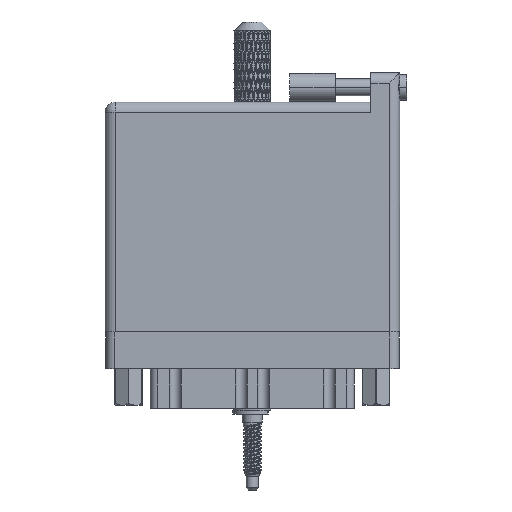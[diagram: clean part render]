
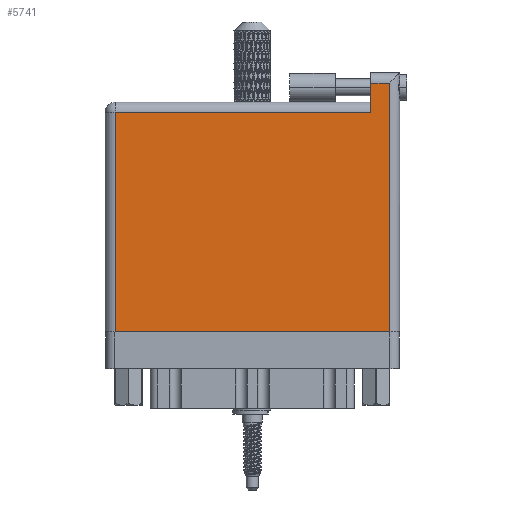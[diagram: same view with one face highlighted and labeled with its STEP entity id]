
A CAD part, front view. The second image highlights one B-rep face of the part: STEP entity #5741.
In plain terms, the highlighted face is planar.
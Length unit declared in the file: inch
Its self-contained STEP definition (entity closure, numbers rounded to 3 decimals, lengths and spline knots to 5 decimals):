
#2940 = CARTESIAN_POINT ( 'NONE',  ( 1.811, 1.766, 0. ) ) ;
#4197 = CARTESIAN_POINT ( 'NONE',  ( 0.07, 0., 0. ) ) ;
#5741 = ADVANCED_FACE ( 'NONE', ( #56182 ), #82997, .F. ) ;
#6058 = CARTESIAN_POINT ( 'NONE',  ( 1.811, 1.696, 0. ) ) ;
#8460 = VERTEX_POINT ( 'NONE', #29422 ) ;
#11638 = VECTOR ( 'NONE', #37247, 39.37008 ) ;
#12426 = ORIENTED_EDGE ( 'NONE', *, *, #16191, .T. ) ;
#13079 = LINE ( 'NONE', #13639, #64782 ) ;
#13639 = CARTESIAN_POINT ( 'NONE',  ( 1.938, 1.766, 0. ) ) ;
#16118 = VERTEX_POINT ( 'NONE', #112720 ) ;
#16191 = EDGE_CURVE ( 'NONE', #79020, #16118, #98974, .T. ) ;
#16680 = LINE ( 'NONE', #24661, #57855 ) ;
#18542 = LINE ( 'NONE', #53452, #71578 ) ;
#23303 = DIRECTION ( 'NONE',  ( 0., 1., 0. ) ) ;
#23827 = ORIENTED_EDGE ( 'NONE', *, *, #107847, .T. ) ;
#24537 = VERTEX_POINT ( 'NONE', #35831 ) ;
#24661 = CARTESIAN_POINT ( 'NONE',  ( 0., 0., 0. ) ) ;
#29422 = CARTESIAN_POINT ( 'NONE',  ( 1.938, 1.696, 0. ) ) ;
#30958 = DIRECTION ( 'NONE',  ( 0., 0., -1. ) ) ;
#35831 = CARTESIAN_POINT ( 'NONE',  ( 0.07, 0., 0. ) ) ;
#37247 = DIRECTION ( 'NONE',  ( 0., -1., 0. ) ) ;
#39772 = EDGE_LOOP ( 'NONE', ( #66007, #23827, #90471, #12426, #109568, #105181 ) ) ;
#41006 = EDGE_CURVE ( 'NONE', #66129, #24537, #83057, .T. ) ;
#47881 = DIRECTION ( 'NONE',  ( -1., 0., 0. ) ) ;
#49030 = CARTESIAN_POINT ( 'NONE',  ( 0., 1.696, 0. ) ) ;
#53452 = CARTESIAN_POINT ( 'NONE',  ( 0., 1.496, 0. ) ) ;
#56182 = FACE_OUTER_BOUND ( 'NONE', #39772, .T. ) ;
#57794 = CARTESIAN_POINT ( 'NONE',  ( 0.07, 1.496, 0. ) ) ;
#57855 = VECTOR ( 'NONE', #60175, 39.37008 ) ;
#58766 = LINE ( 'NONE', #49030, #105139 ) ;
#60175 = DIRECTION ( 'NONE',  ( 1., 0., 0. ) ) ;
#64565 = VECTOR ( 'NONE', #90539, 39.37008 ) ;
#64782 = VECTOR ( 'NONE', #23303, 39.37008 ) ;
#66007 = ORIENTED_EDGE ( 'NONE', *, *, #85760, .T. ) ;
#66129 = VERTEX_POINT ( 'NONE', #57794 ) ;
#66173 = VERTEX_POINT ( 'NONE', #68038 ) ;
#68038 = CARTESIAN_POINT ( 'NONE',  ( 1.938, 0., 0. ) ) ;
#69764 = EDGE_CURVE ( 'NONE', #16118, #66129, #18542, .T. ) ;
#71578 = VECTOR ( 'NONE', #97443, 39.37008 ) ;
#79020 = VERTEX_POINT ( 'NONE', #6058 ) ;
#82997 = PLANE ( 'NONE',  #97198 ) ;
#83057 = LINE ( 'NONE', #4197, #64565 ) ;
#83381 = EDGE_CURVE ( 'NONE', #8460, #79020, #58766, .T. ) ;
#85760 = EDGE_CURVE ( 'NONE', #24537, #66173, #16680, .T. ) ;
#90471 = ORIENTED_EDGE ( 'NONE', *, *, #83381, .T. ) ;
#90539 = DIRECTION ( 'NONE',  ( 0., -1., 0. ) ) ;
#97198 = AXIS2_PLACEMENT_3D ( 'NONE', #109276, #30958, #100724 ) ;
#97443 = DIRECTION ( 'NONE',  ( -1., 0., 0. ) ) ;
#98974 = LINE ( 'NONE', #2940, #11638 ) ;
#100724 = DIRECTION ( 'NONE',  ( -1., 0., 0. ) ) ;
#105139 = VECTOR ( 'NONE', #47881, 39.37008 ) ;
#105181 = ORIENTED_EDGE ( 'NONE', *, *, #41006, .T. ) ;
#107847 = EDGE_CURVE ( 'NONE', #66173, #8460, #13079, .T. ) ;
#109276 = CARTESIAN_POINT ( 'NONE',  ( 0., 1.566, 0. ) ) ;
#109568 = ORIENTED_EDGE ( 'NONE', *, *, #69764, .T. ) ;
#112720 = CARTESIAN_POINT ( 'NONE',  ( 1.811, 1.496, 0. ) ) ;
